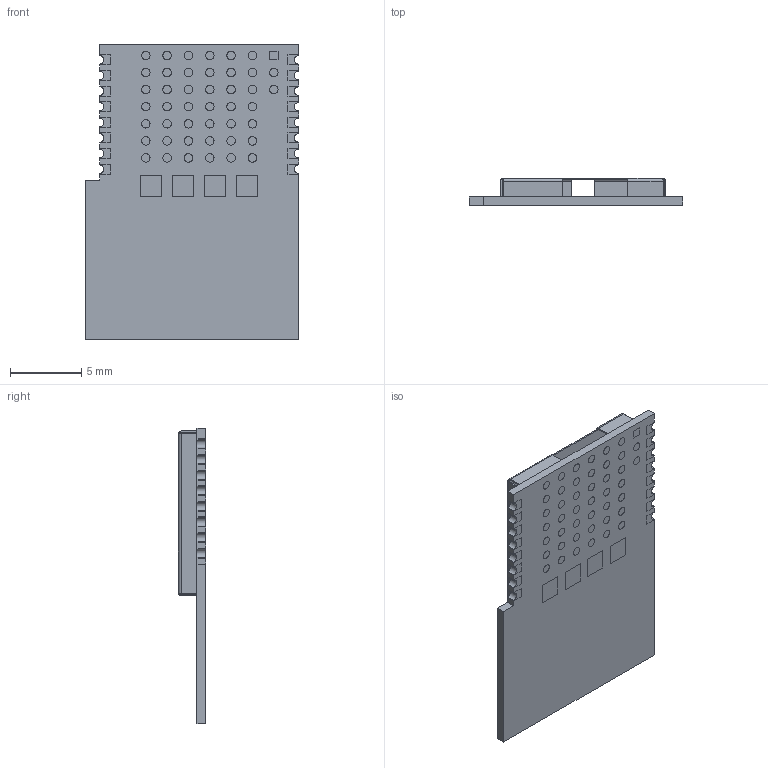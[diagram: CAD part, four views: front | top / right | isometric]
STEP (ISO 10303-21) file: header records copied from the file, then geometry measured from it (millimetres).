
FILE_DESCRIPTION (( 'STEP AP214' ), '1' );
FILE_NAME ('BT840F.STEP', '2018-07-22T22:23:37', ( '' ), ( '' ), 'SwSTEP 2.0', 'SolidWorks 2017', '' );
FILE_SCHEMA (( 'AUTOMOTIVE_DESIGN' ));
Length unit declared in the file: millimetre
Products named in the file (1): BT840F
Bounding box: 15 x 1.9 x 20.8 mm (x, y, z)
Volume: 197.4 mm3; surface area: 1172.2 mm2
Topology: 67 solids, 67 shells, 577 faces, 1289 edges, 846 vertices
Faces by surface type: plane 364, cylinder 207, bspline 6
Entity records: 17045 total; most frequent: CARTESIAN_POINT 2971, DIRECTION 2823, ORIENTED_EDGE 2578, EDGE_CURVE 1289, AXIS2_PLACEMENT_3D 974, VECTOR 875, LINE 875, VERTEX_POINT 846
